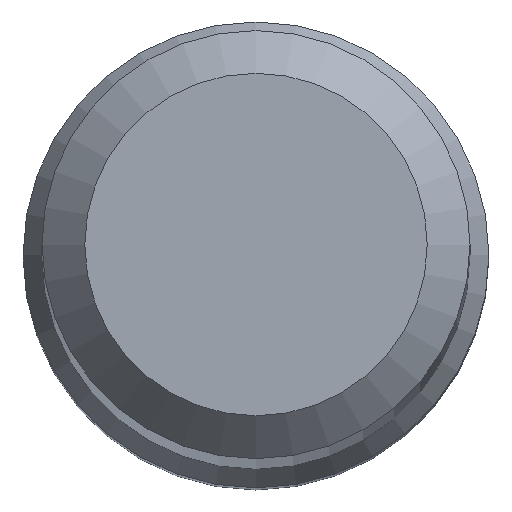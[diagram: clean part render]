
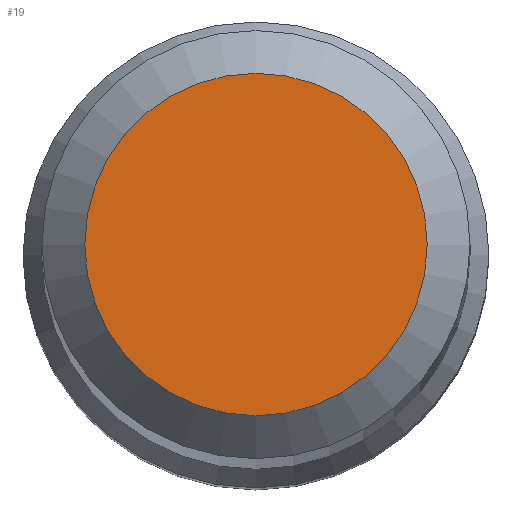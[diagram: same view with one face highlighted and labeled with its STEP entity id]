
A CAD part, top view. The second image highlights one B-rep face of the part: STEP entity #19.
In plain terms, the highlighted planar face has unit normal (0, 0, 1).
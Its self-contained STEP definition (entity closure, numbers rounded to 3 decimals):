
#19 = ADVANCED_FACE ( 'NONE', ( #51 ), #181, .T. ) ;
#27 = CARTESIAN_POINT ( 'NONE',  ( 0., 0., 101. ) ) ;
#47 = DIRECTION ( 'NONE',  ( 0., 0., -1. ) ) ;
#51 = FACE_OUTER_BOUND ( 'NONE', #224, .T. ) ;
#80 = ORIENTED_EDGE ( 'NONE', *, *, #87, .F. ) ;
#87 = EDGE_CURVE ( 'NONE', #228, #228, #225, .T. ) ;
#100 = CARTESIAN_POINT ( 'NONE',  ( 0., 2.4, 101. ) ) ;
#102 = AXIS2_PLACEMENT_3D ( 'NONE', #27, #199, #126 ) ;
#126 = DIRECTION ( 'NONE',  ( 0., -1., 0. ) ) ;
#156 = CARTESIAN_POINT ( 'NONE',  ( 0., 0., 101. ) ) ;
#181 = PLANE ( 'NONE',  #102 ) ;
#199 = DIRECTION ( 'NONE',  ( 0., 0., 1. ) ) ;
#200 = DIRECTION ( 'NONE',  ( 0., 1., 0. ) ) ;
#220 = AXIS2_PLACEMENT_3D ( 'NONE', #156, #47, #200 ) ;
#224 = EDGE_LOOP ( 'NONE', ( #80 ) ) ;
#225 = CIRCLE ( 'NONE', #220, 2.4 ) ;
#228 = VERTEX_POINT ( 'NONE', #100 ) ;
